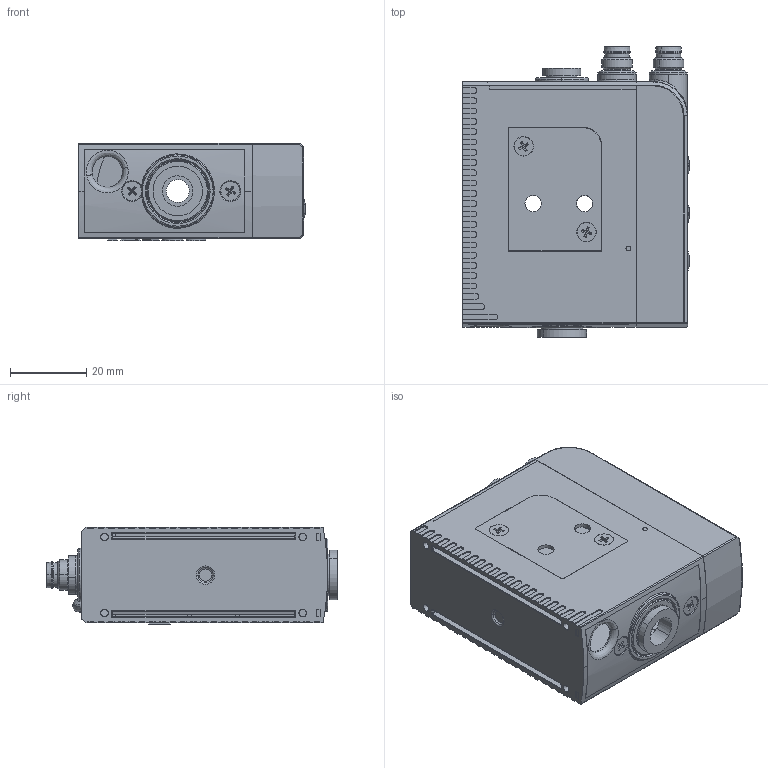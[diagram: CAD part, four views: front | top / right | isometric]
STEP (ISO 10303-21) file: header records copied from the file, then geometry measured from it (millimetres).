
FILE_DESCRIPTION(('STEP AP214'),'1');
FILE_NAME('COVAL_LEM90X10RVA.stp','2017-12-27T16:24:40',('TraceParts'),('TraceParts S.A.'),'Spatial InterOp 3D',' ',' ');
FILE_SCHEMA(('automotive_design'));
Length unit declared in the file: millimetre
Products named in the file (51): COVAL_LEM90X10RVA_1; COVAL_LEM90X10RVA_2; COVAL_LEM90X10RVA_3; COVAL_LEM90X10RVA_4; COVAL_LEM90X10RVA_5; COVAL_LEM90X10RVA_6; COVAL_LEM90X10RVA_7; COVAL_LEM90X10RVA_8; COVAL_LEM90X10RVA_9; COVAL_LEM90X10RVA_10; COVAL_LEM90X10RVA_11; COVAL_LEM90X10RVA_12; COVAL_LEM90X10RVA_13; COVAL_LEM90X10RVA_14; COVAL_LEM90X10RVA_15; COVAL_LEM90X10RVA_16; COVAL_LEM90X10RVA_17; COVAL_LEM90X10RVA_18; COVAL_LEM90X10RVA_19; COVAL_LEM90X10RVA_20; COVAL_LEM90X10RVA_21; COVAL_LEM90X10RVA_22; COVAL_LEM90X10RVA_23; COVAL_LEM90X10RVA_24; COVAL_LEM90X10RVA_25; COVAL_LEM90X10RVA_26; COVAL_LEM90X10RVA_27; COVAL_LEM90X10RVA_28; COVAL_LEM90X10RVA_29; COVAL_LEM90X10RVA_30; COVAL_LEM90X10RVA_31; COVAL_LEM90X10RVA_32; COVAL_LEM90X10RVA_33; COVAL_LEM90X10RVA_34; COVAL_LEM90X10RVA_35; COVAL_LEM90X10RVA_36; COVAL_LEM90X10RVA_37; COVAL_LEM90X10RVA_38; COVAL_LEM90X10RVA_39; COVAL_LEM90X10RVA_40 ...
Bounding box: 59.47 x 76.3 x 25.5 mm (x, y, z)
Volume: 16934.3 mm3; surface area: 35187.3 mm2
Topology: 51 solids, 51 shells, 2208 faces, 5654 edges, 3653 vertices
Faces by surface type: plane 1063, cylinder 635, bspline 212, cone 194, torus 80, sphere 24
Entity records: 105574 total; most frequent: CARTESIAN_POINT 34036, ORIENTED_EDGE 11272, DIRECTION 10683, EDGE_CURVE 5636, AXIS2_PLACEMENT_3D 3731, VERTEX_POINT 3653, LINE 3221, VECTOR 3221
